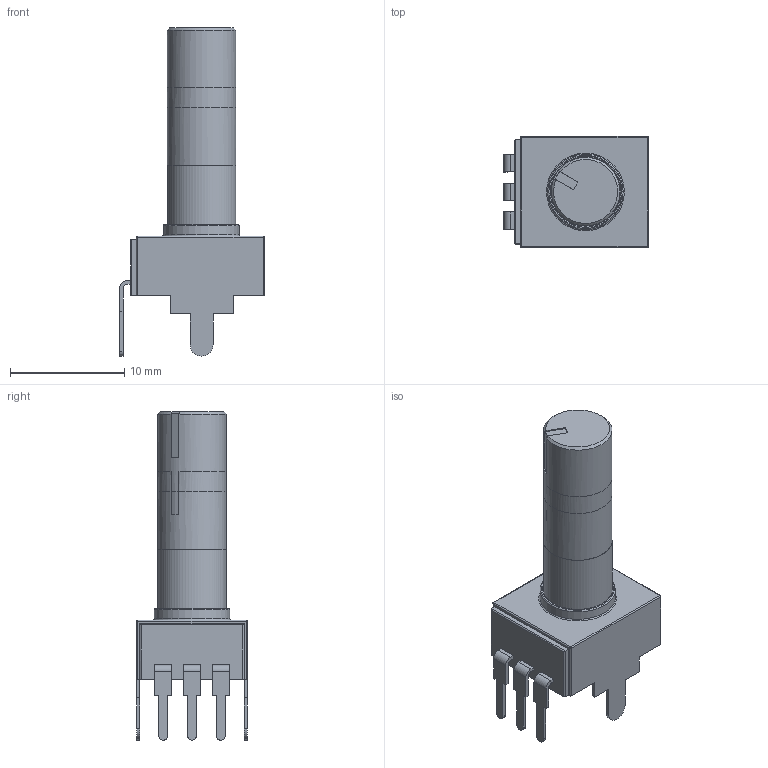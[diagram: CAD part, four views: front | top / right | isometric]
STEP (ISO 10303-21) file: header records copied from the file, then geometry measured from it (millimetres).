
FILE_DESCRIPTION(/* description */ ('Song Huei R0904N short vertical potentiometer (Shaft centered). License: CC BY-SA 4.0.'),/* implementation_level */ '2;1');
FILE_NAME(/* name */ 'R0904N_short.step',/* time_stamp */ '2020-04-08T11:20:26+02:00',/* author */ ('HSBallina'),/* organization */ ('Bad Pixel'),/* preprocessor_version */ 'ST-DEVELOPER v18',/* originating_system */ 'Autodesk Translation Framework v8.12.0.6',/* authorisation */ '');
FILE_SCHEMA (('AUTOMOTIVE_DESIGN { 1 0 10303 214 3 1 1 }'));
Length unit declared in the file: millimetre
Products named in the file (1): R0904N
Bounding box: 12.65 x 9.7 x 28.7 mm (x, y, z)
Volume: 1495.5 mm3; surface area: 1852.3 mm2
Topology: 9 solids, 9 shells, 124 faces, 309 edges, 205 vertices
Faces by surface type: plane 87, cylinder 28, sphere 4, torus 3, cone 2
Full cylindrical faces by diameter (mm): 6 x5, 6.6 x1
Entity records: 3737 total; most frequent: CARTESIAN_POINT 663, DIRECTION 619, ORIENTED_EDGE 618, EDGE_CURVE 309, LINE 225, VECTOR 225, VERTEX_POINT 205, AXIS2_PLACEMENT_3D 197
